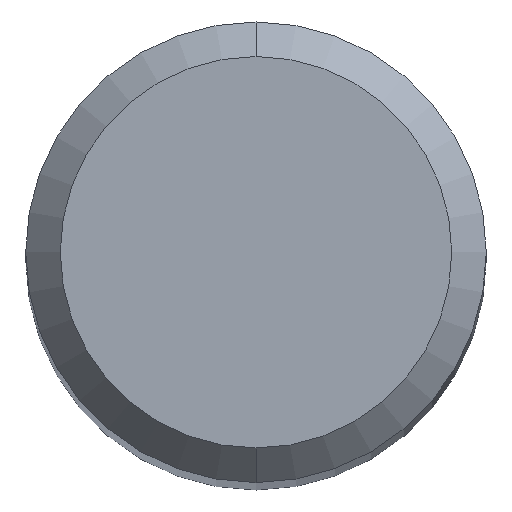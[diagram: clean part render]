
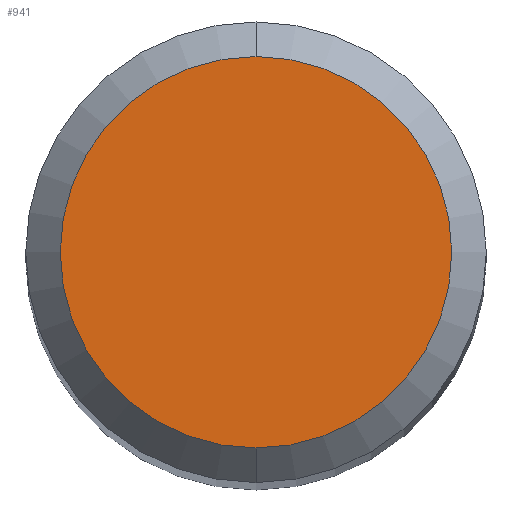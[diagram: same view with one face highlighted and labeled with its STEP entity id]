
A CAD part, top view. The second image highlights one B-rep face of the part: STEP entity #941.
In plain terms, the highlighted planar face has unit normal (0, 0, 1).
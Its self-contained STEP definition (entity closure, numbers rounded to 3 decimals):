
#513=VERTEX_POINT('',#1166);
#701=EDGE_CURVE('',#823,#513,#1370,.T.);
#723=EDGE_CURVE('',#513,#823,#1394,.T.);
#823=VERTEX_POINT('',#1505);
#941=ADVANCED_FACE('',(#1635),#1636,.T.);
#1166=CARTESIAN_POINT('',(0.0,1.7,0.0));
#1370=CIRCLE('',#2810,1.7);
#1394=CIRCLE('',#2854,1.7);
#1505=CARTESIAN_POINT('',(0.,-1.7,0.0));
#1635=FACE_OUTER_BOUND('',#3790,.T.);
#1636=PLANE('',#3791);
#2810=AXIS2_PLACEMENT_3D('',#4222,#4223,#4224);
#2854=AXIS2_PLACEMENT_3D('',#4269,#4270,#4271);
#3790=EDGE_LOOP('',(#4533,#4534));
#3791=AXIS2_PLACEMENT_3D('',#4535,#4536,#4537);
#4222=CARTESIAN_POINT('',(0.0,0.0,0.0));
#4223=DIRECTION('',(0.0,0.0,-1.0));
#4224=DIRECTION('',(0.0,1.0,0.0));
#4269=CARTESIAN_POINT('',(0.0,0.0,0.0));
#4270=DIRECTION('',(0.0,0.0,-1.0));
#4271=DIRECTION('',(0.0,1.0,0.0));
#4533=ORIENTED_EDGE('',*,*,#723,.F.);
#4534=ORIENTED_EDGE('',*,*,#701,.F.);
#4535=CARTESIAN_POINT('',(0.0,0.85,0.0));
#4536=DIRECTION('',(-0.0,0.0,1.0));
#4537=DIRECTION('',(0.0,-1.0,0.0));
